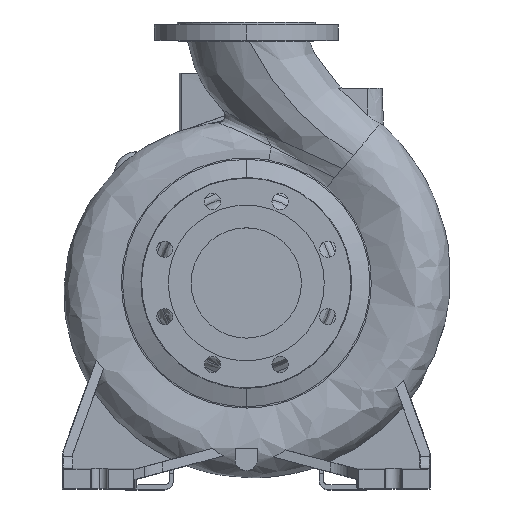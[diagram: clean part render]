
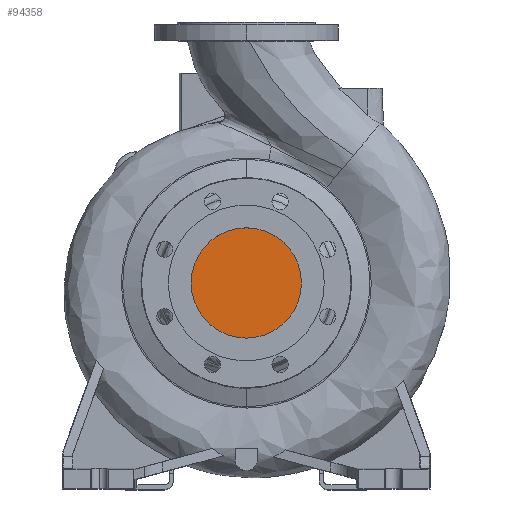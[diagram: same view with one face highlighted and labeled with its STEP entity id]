
A CAD part, top view. The second image highlights one B-rep face of the part: STEP entity #94358.
In plain terms, the highlighted planar face has unit normal (0, 0, 1).
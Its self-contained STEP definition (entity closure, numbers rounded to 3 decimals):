
#6480 = PLANE ( 'NONE',  #63340 ) ;
#7122 = EDGE_CURVE ( 'NONE', #33886, #23936, #40748, .T. ) ;
#7524 = AXIS2_PLACEMENT_3D ( 'NONE', #81733, #98710, #25297 ) ;
#10738 = CIRCLE ( 'NONE', #89392, 75. ) ;
#23936 = VERTEX_POINT ( 'NONE', #85271 ) ;
#25051 = ORIENTED_EDGE ( 'NONE', *, *, #7122, .T. ) ;
#25297 = DIRECTION ( 'NONE',  ( 1., 0., 0. ) ) ;
#25504 = CARTESIAN_POINT ( 'NONE',  ( 0., 0., 120. ) ) ;
#33886 = VERTEX_POINT ( 'NONE', #78095 ) ;
#37316 = CARTESIAN_POINT ( 'NONE',  ( 90., -90., 120. ) ) ;
#40748 = CIRCLE ( 'NONE', #7524, 75. ) ;
#61420 = FACE_OUTER_BOUND ( 'NONE', #97997, .T. ) ;
#63340 = AXIS2_PLACEMENT_3D ( 'NONE', #37316, #70723, #103565 ) ;
#68066 = ORIENTED_EDGE ( 'NONE', *, *, #88350, .T. ) ;
#70723 = DIRECTION ( 'NONE',  ( 0., 0., 1. ) ) ;
#78095 = CARTESIAN_POINT ( 'NONE',  ( 75., 0., 120. ) ) ;
#81733 = CARTESIAN_POINT ( 'NONE',  ( 0., 0., 120. ) ) ;
#84630 = DIRECTION ( 'NONE',  ( 0., 0., 1. ) ) ;
#85271 = CARTESIAN_POINT ( 'NONE',  ( -75., 0., 120. ) ) ;
#88350 = EDGE_CURVE ( 'NONE', #23936, #33886, #10738, .T. ) ;
#89392 = AXIS2_PLACEMENT_3D ( 'NONE', #25504, #84630, #92290 ) ;
#92290 = DIRECTION ( 'NONE',  ( 1., 0., 0. ) ) ;
#94358 = ADVANCED_FACE ( 'NONE', ( #61420 ), #6480, .T. ) ;
#97997 = EDGE_LOOP ( 'NONE', ( #25051, #68066 ) ) ;
#98710 = DIRECTION ( 'NONE',  ( 0., 0., 1. ) ) ;
#103565 = DIRECTION ( 'NONE',  ( 1., 0., 0. ) ) ;
